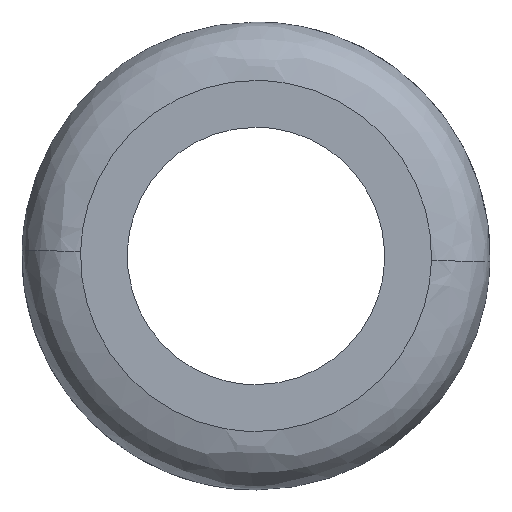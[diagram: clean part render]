
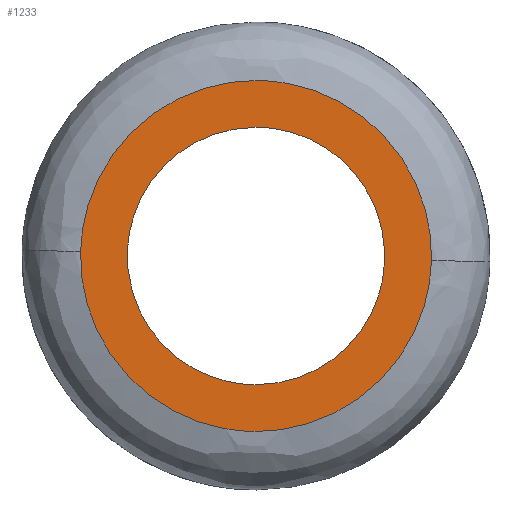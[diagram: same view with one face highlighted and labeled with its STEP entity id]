
A CAD part, front view. The second image highlights one B-rep face of the part: STEP entity #1233.
In plain terms, the highlighted free-form (B-spline) face has degree [1, 1] with [2, 2] control points.
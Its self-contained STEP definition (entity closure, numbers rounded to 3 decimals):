
#707=CARTESIAN_POINT('',(10.923,0.,-1.298));
#708=VERTEX_POINT('',#707);
#714=CARTESIAN_POINT('',(0.0,0.,11.0));
#715=VERTEX_POINT('',#714);
#716=CARTESIAN_POINT('',(10.923,0.,-1.298));
#717=CARTESIAN_POINT('',(11.,0.,-0.651));
#718=CARTESIAN_POINT('',(11.0,0.,0.));
#719=CARTESIAN_POINT('',(11.0,0.,11.0));
#720=CARTESIAN_POINT('',(0.0,0.,11.0));
#728=(BOUNDED_CURVE()B_SPLINE_CURVE(2,(#716,#717,#718,#719,#720),.UNSPECIFIED.,.F.,.U.)B_SPLINE_CURVE_WITH_KNOTS((3,2,3),(0.23,0.25,0.5),.UNSPECIFIED.)CURVE()GEOMETRIC_REPRESENTATION_ITEM()RATIONAL_B_SPLINE_CURVE((0.956,0.976,1.0,0.707,1.0))REPRESENTATION_ITEM(''));
#729=EDGE_CURVE('',#708,#715,#728,.T.);
#731=CARTESIAN_POINT('',(-10.979,0.,0.672));
#732=VERTEX_POINT('',#731);
#733=CARTESIAN_POINT('',(0.0,0.,11.0));
#734=CARTESIAN_POINT('',(-10.348,0.,11.0));
#735=CARTESIAN_POINT('',(-10.979,0.,0.672));
#743=(BOUNDED_CURVE()B_SPLINE_CURVE(2,(#733,#734,#735),.UNSPECIFIED.,.F.,.U.)B_SPLINE_CURVE_WITH_KNOTS((3,3),(0.5,0.739),.UNSPECIFIED.)CURVE()GEOMETRIC_REPRESENTATION_ITEM()RATIONAL_B_SPLINE_CURVE((1.0,0.72,0.976))REPRESENTATION_ITEM(''));
#744=EDGE_CURVE('',#715,#732,#743,.T.);
#822=CARTESIAN_POINT('',(0.0,0.,-11.0));
#823=VERTEX_POINT('',#822);
#824=CARTESIAN_POINT('',(-10.979,0.,0.672));
#825=CARTESIAN_POINT('',(-11.0,0.,0.336));
#826=CARTESIAN_POINT('',(-11.0,0.,0.));
#827=CARTESIAN_POINT('',(-11.0,0.,-11.0));
#828=CARTESIAN_POINT('',(0.0,0.,-11.0));
#836=(BOUNDED_CURVE()B_SPLINE_CURVE(2,(#824,#825,#826,#827,#828),.UNSPECIFIED.,.F.,.U.)B_SPLINE_CURVE_WITH_KNOTS((3,2,3),(0.739,0.75,1.0),.UNSPECIFIED.)CURVE()GEOMETRIC_REPRESENTATION_ITEM()RATIONAL_B_SPLINE_CURVE((0.976,0.988,1.0,0.707,1.0))REPRESENTATION_ITEM(''));
#837=EDGE_CURVE('',#732,#823,#836,.T.);
#839=CARTESIAN_POINT('',(0.0,0.,-11.0));
#840=CARTESIAN_POINT('',(9.77,0.,-11.0));
#841=CARTESIAN_POINT('',(10.923,0.,-1.298));
#849=(BOUNDED_CURVE()B_SPLINE_CURVE(2,(#839,#840,#841),.UNSPECIFIED.,.F.,.U.)B_SPLINE_CURVE_WITH_KNOTS((3,3),(0.0,0.23),.UNSPECIFIED.)CURVE()GEOMETRIC_REPRESENTATION_ITEM()RATIONAL_B_SPLINE_CURVE((1.0,0.731,0.956))REPRESENTATION_ITEM(''));
#850=EDGE_CURVE('',#823,#708,#849,.T.);
#882=CARTESIAN_POINT('',(14.995,0.,-0.377));
#883=VERTEX_POINT('',#882);
#897=CARTESIAN_POINT('',(0.0,0.,-15.0));
#898=VERTEX_POINT('',#897);
#899=CARTESIAN_POINT('',(0.0,0.,-15.0));
#900=CARTESIAN_POINT('',(14.628,0.,-15.0));
#901=CARTESIAN_POINT('',(14.995,0.,-0.377));
#909=(BOUNDED_CURVE()B_SPLINE_CURVE(2,(#899,#900,#901),.UNSPECIFIED.,.F.,.U.)B_SPLINE_CURVE_WITH_KNOTS((3,3),(0.0,0.246),.UNSPECIFIED.)CURVE()GEOMETRIC_REPRESENTATION_ITEM()RATIONAL_B_SPLINE_CURVE((1.0,0.712,0.99))REPRESENTATION_ITEM(''));
#910=EDGE_CURVE('',#898,#883,#909,.T.);
#912=CARTESIAN_POINT('',(-14.995,0.,0.377));
#913=VERTEX_POINT('',#912);
#914=CARTESIAN_POINT('',(-14.995,0.,0.377));
#915=CARTESIAN_POINT('',(-15.0,0.,0.189));
#916=CARTESIAN_POINT('',(-15.0,0.,0.));
#917=CARTESIAN_POINT('',(-15.,0.,-15.));
#918=CARTESIAN_POINT('',(0.0,0.,-15.0));
#926=(BOUNDED_CURVE()B_SPLINE_CURVE(2,(#914,#915,#916,#917,#918),.UNSPECIFIED.,.F.,.U.)B_SPLINE_CURVE_WITH_KNOTS((3,2,3),(0.746,0.75,1.0),.UNSPECIFIED.)CURVE()GEOMETRIC_REPRESENTATION_ITEM()RATIONAL_B_SPLINE_CURVE((0.99,0.995,1.0,0.707,1.0))REPRESENTATION_ITEM(''));
#927=EDGE_CURVE('',#913,#898,#926,.T.);
#971=CARTESIAN_POINT('',(0.0,0.,15.0));
#972=VERTEX_POINT('',#971);
#973=CARTESIAN_POINT('',(0.0,0.,15.0));
#974=CARTESIAN_POINT('',(-14.628,0.,15.0));
#975=CARTESIAN_POINT('',(-14.995,0.,0.377));
#983=(BOUNDED_CURVE()B_SPLINE_CURVE(2,(#973,#974,#975),.UNSPECIFIED.,.F.,.U.)B_SPLINE_CURVE_WITH_KNOTS((3,3),(0.5,0.746),.UNSPECIFIED.)CURVE()GEOMETRIC_REPRESENTATION_ITEM()RATIONAL_B_SPLINE_CURVE((1.0,0.712,0.99))REPRESENTATION_ITEM(''));
#984=EDGE_CURVE('',#972,#913,#983,.T.);
#986=CARTESIAN_POINT('',(14.995,0.,-0.377));
#987=CARTESIAN_POINT('',(15.0,0.,-0.189));
#988=CARTESIAN_POINT('',(15.0,0.,0.));
#989=CARTESIAN_POINT('',(15.,0.,15.));
#990=CARTESIAN_POINT('',(0.0,0.,15.0));
#998=(BOUNDED_CURVE()B_SPLINE_CURVE(2,(#986,#987,#988,#989,#990),.UNSPECIFIED.,.F.,.U.)B_SPLINE_CURVE_WITH_KNOTS((3,2,3),(0.246,0.25,0.5),.UNSPECIFIED.)CURVE()GEOMETRIC_REPRESENTATION_ITEM()RATIONAL_B_SPLINE_CURVE((0.99,0.995,1.0,0.707,1.0))REPRESENTATION_ITEM(''));
#999=EDGE_CURVE('',#883,#972,#998,.T.);
#1216=CARTESIAN_POINT('',(-16.493,0.,-16.498));
#1217=CARTESIAN_POINT('',(-16.493,0.,16.499));
#1218=CARTESIAN_POINT('',(16.493,0.,-16.498));
#1219=CARTESIAN_POINT('',(16.493,0.,16.499));
#1220=B_SPLINE_SURFACE_WITH_KNOTS('',1,1,((#1216,#1218),(#1217,#1219)),.UNSPECIFIED.,.F.,.F.,.U.,(2,2),(2,2),(0.0,32.997),(0.0,32.987),.UNSPECIFIED.);
#1221=ORIENTED_EDGE('',*,*,#910,.T.);
#1222=ORIENTED_EDGE('',*,*,#999,.T.);
#1223=ORIENTED_EDGE('',*,*,#984,.T.);
#1224=ORIENTED_EDGE('',*,*,#927,.T.);
#1225=EDGE_LOOP('',(#1221,#1222,#1223,#1224));
#1226=FACE_OUTER_BOUND('',#1225,.T.);
#1227=ORIENTED_EDGE('',*,*,#744,.F.);
#1228=ORIENTED_EDGE('',*,*,#729,.F.);
#1229=ORIENTED_EDGE('',*,*,#850,.F.);
#1230=ORIENTED_EDGE('',*,*,#837,.F.);
#1231=EDGE_LOOP('',(#1227,#1228,#1229,#1230));
#1232=FACE_BOUND('',#1231,.T.);
#1233=ADVANCED_FACE('',(#1226,#1232),#1220,.F.);
